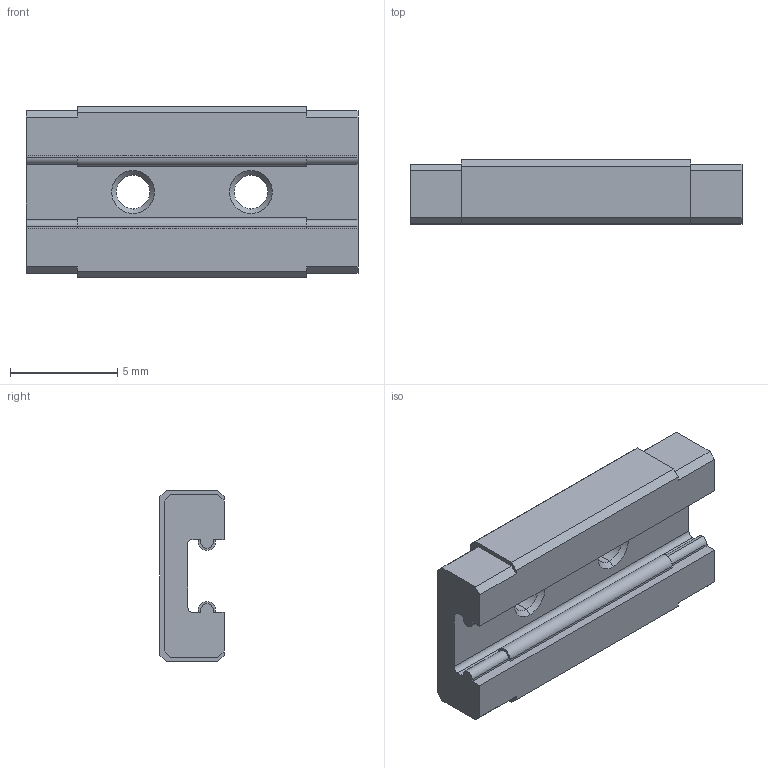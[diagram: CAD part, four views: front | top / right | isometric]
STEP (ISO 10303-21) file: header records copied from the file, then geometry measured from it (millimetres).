
FILE_DESCRIPTION (( 'STEP AP203' ), '1' );
FILE_NAME ('_LWL3_Slide_4_Default_sldprt.STEP', '2023-08-01T11:31:54', ( '' ), ( '' ), 'SwSTEP 2.0', 'SolidWorks 2022', '' );
FILE_SCHEMA (( 'CONFIG_CONTROL_DESIGN' ));
Length unit declared in the file: millimetre
Products named in the file (1): _LWL3_Slide_4_Default_sldprt
Bounding box: 15.5 x 3 x 8 mm (x, y, z)
Volume: 270.4 mm3; surface area: 433.6 mm2
Topology: 1 solids, 1 shells, 71 faces, 199 edges, 130 vertices
Faces by surface type: plane 48, cylinder 15, cone 8
Entity records: 2352 total; most frequent: CARTESIAN_POINT 401, ORIENTED_EDGE 398, DIRECTION 381, EDGE_CURVE 199, LINE 161, VECTOR 161, VERTEX_POINT 130, AXIS2_PLACEMENT_3D 110
